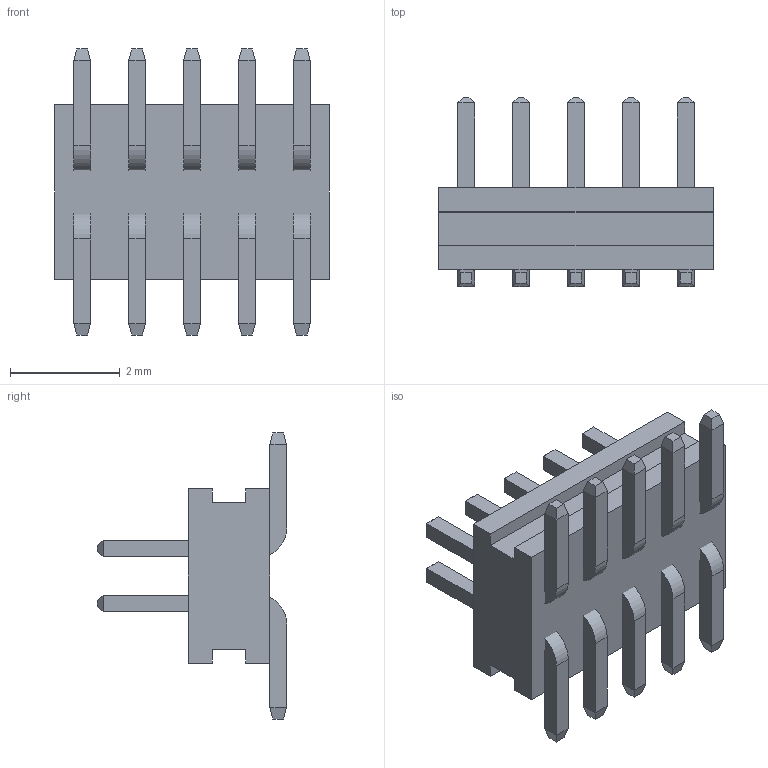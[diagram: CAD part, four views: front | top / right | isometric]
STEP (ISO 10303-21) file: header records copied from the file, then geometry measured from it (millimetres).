
FILE_DESCRIPTION( ( 'STEP AP203' ), '1' );
FILE_NAME( 'FTMH-105-03-L-DV.stp', '2021-11-15T03:36:26', ( 'License CC BY-ND 4.0' ), ( 'CADENAS' ), ' ', 'PARTsolutions', ' ' );
FILE_SCHEMA( ( 'CONFIG_CONTROL_DESIGN' ) );
Length unit declared in the file: inch
Products named in the file (3): FTMH-105-03-L-DV; _FTMH-105-03-L-DV_body; _FTMH-105-03-L-DV_pins1
Assembly tree (2 placements, depth 2):
  FTMH-105-03-L-DV
    _FTMH-105-03-L-DV_body
    _FTMH-105-03-L-DV_pins1
Bounding box: 5 x 3.44 x 5.21 mm (x, y, z)
Volume: 28.2 mm3; surface area: 137.7 mm2
Topology: 2 solids, 2 shells, 232 faces, 604 edges, 376 vertices
Faces by surface type: plane 222, cylinder 10
Entity records: 6976 total; most frequent: CARTESIAN_POINT 1215, ORIENTED_EDGE 1208, DIRECTION 1094, EDGE_CURVE 604, LINE 584, VECTOR 584, VERTEX_POINT 376, AXIS2_PLACEMENT_3D 255
